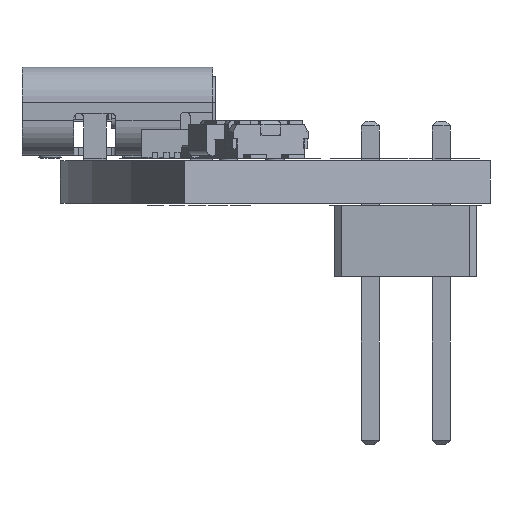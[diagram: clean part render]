
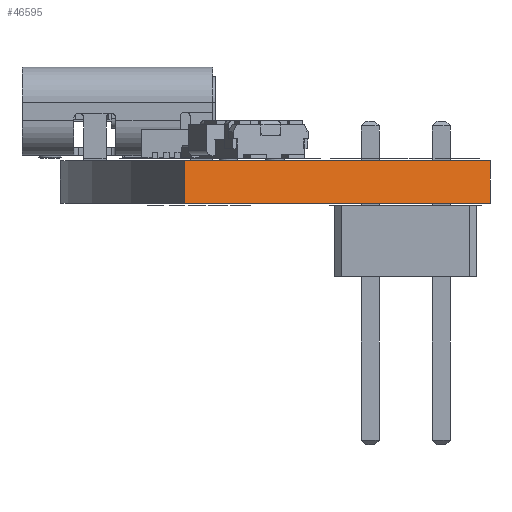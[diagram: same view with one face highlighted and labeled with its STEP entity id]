
A CAD part, left-side view. The second image highlights one B-rep face of the part: STEP entity #46595.
In plain terms, the highlighted planar face has unit normal (-0.922, -0.387, 0).
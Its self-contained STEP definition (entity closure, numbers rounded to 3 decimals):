
#46557 = EDGE_CURVE('',#46558,#46560,#46562,.T.);
#46558 = VERTEX_POINT('',#46559);
#46559 = CARTESIAN_POINT('',(131.481,-63.615,0.));
#46560 = VERTEX_POINT('',#46561);
#46561 = CARTESIAN_POINT('',(131.481,-63.615,1.51));
#46562 = LINE('',#46563,#46564);
#46563 = CARTESIAN_POINT('',(131.481,-63.615,0.));
#46564 = VECTOR('',#46565,1.);
#46565 = DIRECTION('',(0.,0.,1.));
#46595 = ADVANCED_FACE('',(#46596),#46621,.T.);
#46596 = FACE_BOUND('',#46597,.T.);
#46597 = EDGE_LOOP('',(#46598,#46608,#46614,#46615));
#46598 = ORIENTED_EDGE('',*,*,#46599,.T.);
#46599 = EDGE_CURVE('',#46600,#46602,#46604,.T.);
#46600 = VERTEX_POINT('',#46601);
#46601 = CARTESIAN_POINT('',(136.048,-74.5,0.));
#46602 = VERTEX_POINT('',#46603);
#46603 = CARTESIAN_POINT('',(136.048,-74.5,1.51));
#46604 = LINE('',#46605,#46606);
#46605 = CARTESIAN_POINT('',(136.048,-74.5,0.));
#46606 = VECTOR('',#46607,1.);
#46607 = DIRECTION('',(0.,0.,1.));
#46608 = ORIENTED_EDGE('',*,*,#46609,.T.);
#46609 = EDGE_CURVE('',#46602,#46560,#46610,.T.);
#46610 = LINE('',#46611,#46612);
#46611 = CARTESIAN_POINT('',(136.048,-74.5,1.51));
#46612 = VECTOR('',#46613,1.);
#46613 = DIRECTION('',(-0.387,0.922,0.));
#46614 = ORIENTED_EDGE('',*,*,#46557,.F.);
#46615 = ORIENTED_EDGE('',*,*,#46616,.F.);
#46616 = EDGE_CURVE('',#46600,#46558,#46617,.T.);
#46617 = LINE('',#46618,#46619);
#46618 = CARTESIAN_POINT('',(136.048,-74.5,0.));
#46619 = VECTOR('',#46620,1.);
#46620 = DIRECTION('',(-0.387,0.922,0.));
#46621 = PLANE('',#46622);
#46622 = AXIS2_PLACEMENT_3D('',#46623,#46624,#46625);
#46623 = CARTESIAN_POINT('',(136.048,-74.5,0.));
#46624 = DIRECTION('',(-0.922,-0.387,0.));
#46625 = DIRECTION('',(-0.387,0.922,0.));
